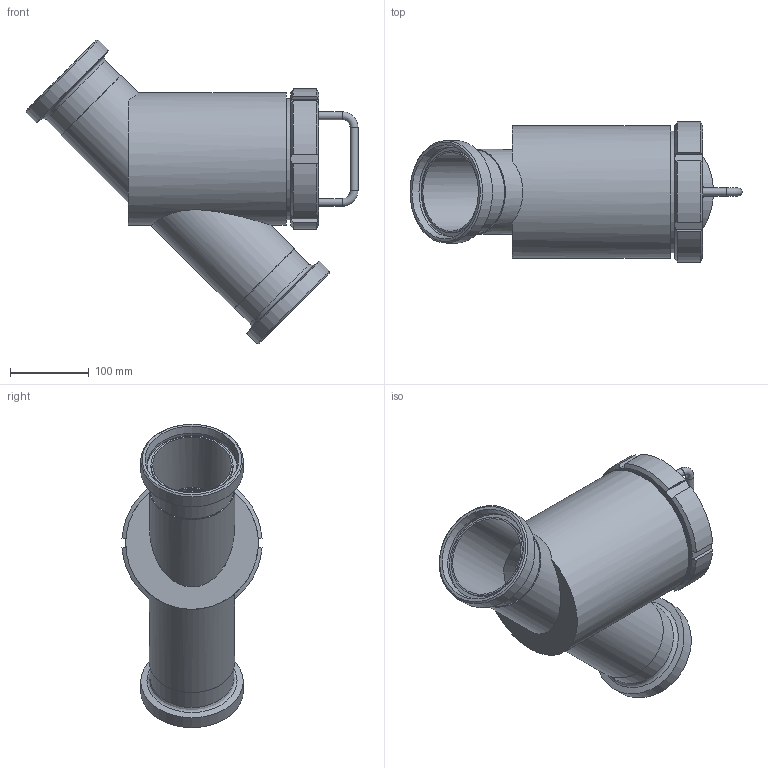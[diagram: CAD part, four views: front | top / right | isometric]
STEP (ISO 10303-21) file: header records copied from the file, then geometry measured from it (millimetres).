
FILE_DESCRIPTION((''),'2;1');
FILE_NAME('60300100X300.stp','2010-10-29T10:44:42',('Creator'),(''),'Autodesk Inventor 2010','Autodesk Inventor 2010','');
FILE_SCHEMA(('AUTOMOTIVE_DESIGN { 1 0 10303 214 1 1 1 1 }'));
Length unit declared in the file: millimetre
Products named in the file (1): 60300100X300
Bounding box: 420.9 x 177.59 x 384.67 mm (x, y, z)
Volume: 2298532.4 mm3; surface area: 658393.2 mm2
Topology: 1 solids, 2 shells, 122 faces, 272 edges, 167 vertices
Faces by surface type: plane 45, cylinder 38, cone 35, torus 2, bspline 2
Full cylindrical faces by diameter (mm): 10 x3, 100 x3, 101 x1, 102 x1, 104 x2, 105 x1, 106 x2, 108 x2, 113.8 x2, 130 x2, 137 x1, 138 x2, 139.7 x1, 145.5 x2, 146 x1, 153 x1, 153.7 x1, 154.29 x1, 160 x1, 160.4 x1, 168 x1
Entity records: 3328 total; most frequent: CARTESIAN_POINT 925, DIRECTION 518, ORIENTED_EDGE 410, AXIS2_PLACEMENT_3D 247, EDGE_CURVE 205, EDGE_LOOP 202, VERTEX_POINT 153, FACE_OUTER_BOUND 122
